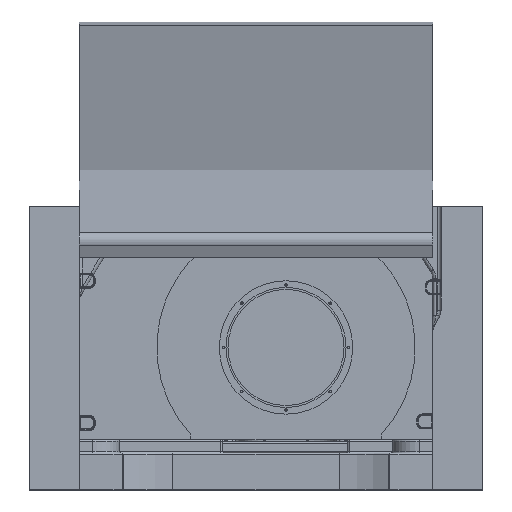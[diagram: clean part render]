
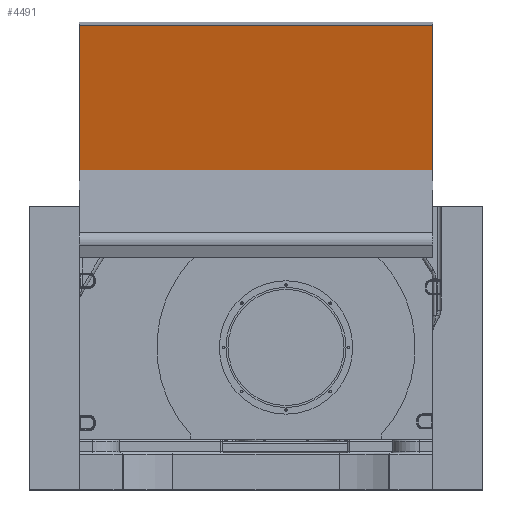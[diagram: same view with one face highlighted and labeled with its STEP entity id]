
A CAD part, top view. The second image highlights one B-rep face of the part: STEP entity #4491.
In plain terms, the highlighted planar face has unit normal (0, -0.23, 0.973).
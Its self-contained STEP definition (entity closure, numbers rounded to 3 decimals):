
#784=FACE_OUTER_BOUND('',#6995,.T.);
#3609=PLANE('',#27290);
#4491=ADVANCED_FACE('',(#784),#3609,.T.);
#6995=EDGE_LOOP('',(#9876,#9877,#9878,#9879));
#9876=ORIENTED_EDGE('',*,*,#16462,.F.);
#9877=ORIENTED_EDGE('',*,*,#16455,.F.);
#9878=ORIENTED_EDGE('',*,*,#16463,.T.);
#9879=ORIENTED_EDGE('',*,*,#16464,.T.);
#14254=VERTEX_POINT('',#38559);
#14255=VERTEX_POINT('',#38561);
#14259=VERTEX_POINT('',#38573);
#14260=VERTEX_POINT('',#38575);
#16455=EDGE_CURVE('',#14254,#14255,#21452,.T.);
#16462=EDGE_CURVE('',#14255,#14259,#21459,.T.);
#16463=EDGE_CURVE('',#14254,#14260,#21460,.T.);
#16464=EDGE_CURVE('',#14260,#14259,#21461,.T.);
#21452=LINE('',#38560,#23434);
#21459=LINE('',#38572,#23441);
#21460=LINE('',#38574,#23442);
#21461=LINE('',#38576,#23443);
#23434=VECTOR('',#31223,1.);
#23441=VECTOR('',#31232,1.);
#23442=VECTOR('',#31233,1.);
#23443=VECTOR('',#31234,1.);
#27290=AXIS2_PLACEMENT_3D('',#38577,#31235,#31236);
#31223=DIRECTION('',(-1.,0.,0.));
#31232=DIRECTION('',(0.,0.973,0.23));
#31233=DIRECTION('',(0.,0.973,0.23));
#31234=DIRECTION('',(-1.,0.,0.));
#31235=DIRECTION('',(0.,-0.23,0.973));
#31236=DIRECTION('',(0.,-0.973,-0.23));
#38559=CARTESIAN_POINT('',(440.,436.196,50.727));
#38560=CARTESIAN_POINT('',(440.,436.196,50.727));
#38561=CARTESIAN_POINT('',(-620.,436.196,50.727));
#38572=CARTESIAN_POINT('',(-620.,436.196,50.727));
#38573=CARTESIAN_POINT('',(-620.,965.935,175.637));
#38574=CARTESIAN_POINT('',(440.,436.196,50.727));
#38575=CARTESIAN_POINT('',(440.,965.935,175.637));
#38576=CARTESIAN_POINT('',(440.,965.935,175.637));
#38577=CARTESIAN_POINT('',(440.,436.196,50.727));
